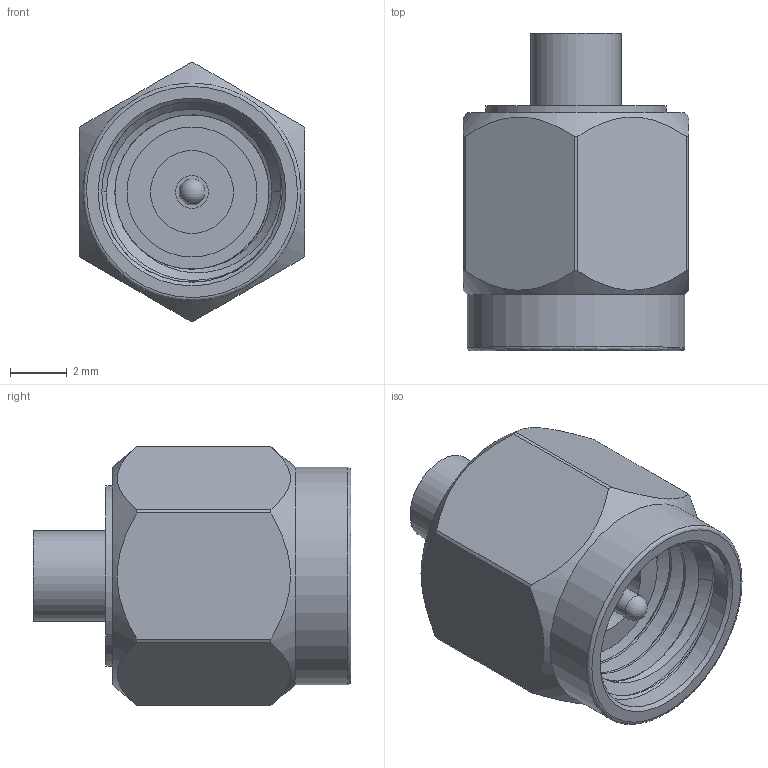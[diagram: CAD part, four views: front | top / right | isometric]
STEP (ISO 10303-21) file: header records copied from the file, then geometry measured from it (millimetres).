
FILE_DESCRIPTION (( 'STEP AP203' ), '1' );
FILE_NAME ('SMC292-0853_3D.step', '2020-07-15T22:08:09', ( '' ), ( '' ), 'SwSTEP 2.0', 'SolidWorks 2018', '' );
FILE_SCHEMA (( 'CONFIG_CONTROL_DESIGN' ));
Length unit declared in the file: inch
Products named in the file (1): SMC292-0853_3D
Bounding box: 7.94 x 11.18 x 9.09 mm (x, y, z)
Volume: 347.2 mm3; surface area: 548.3 mm2
Topology: 1 solids, 1 shells, 46 faces, 113 edges, 75 vertices
Faces by surface type: cylinder 20, plane 15, cone 6, bspline 4, sphere 1
Full cylindrical faces by diameter (mm): 0.914 x1, 1.168 x1, 2.159 x1, 2.92 x1, 3.175 x1, 4.572 x1, 6.35 x6, 7.671 x1
Entity records: 2297 total; most frequent: CARTESIAN_POINT 1412, DIRECTION 160, ORIENTED_EDGE 150, EDGE_CURVE 75, AXIS2_PLACEMENT_3D 73, EDGE_LOOP 62, VERTEX_POINT 57, FACE_OUTER_BOUND 51
